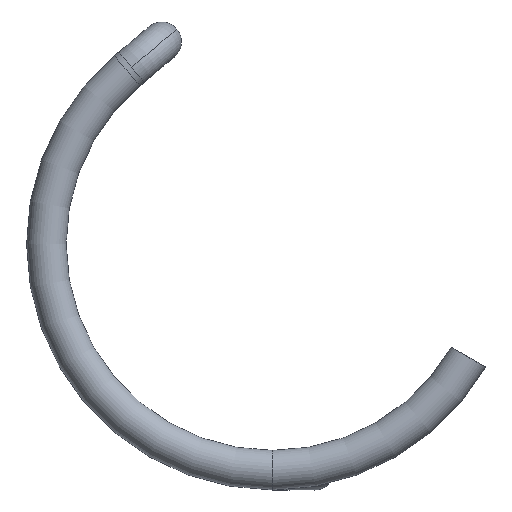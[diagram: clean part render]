
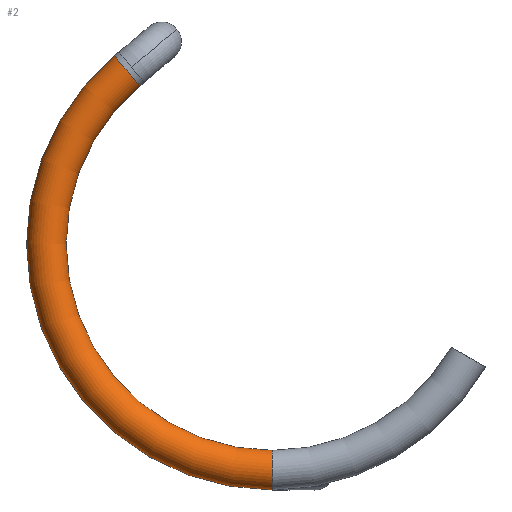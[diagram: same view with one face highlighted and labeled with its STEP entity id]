
A CAD part, left-side view. The second image highlights one B-rep face of the part: STEP entity #2.
In plain terms, the highlighted toroidal (fillet/blend) face has major radius 40 mm and minor radius 3.5 mm.
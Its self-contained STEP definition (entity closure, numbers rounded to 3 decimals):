
#2 = ADVANCED_FACE ( 'NONE', ( #336 ), #256, .T. ) ;
#19 = EDGE_CURVE ( 'NONE', #710, #112, #693, .T. ) ;
#24 = ORIENTED_EDGE ( 'NONE', *, *, #19, .T. ) ;
#71 = AXIS2_PLACEMENT_3D ( 'NONE', #648, #370, #641 ) ;
#85 = DIRECTION ( 'NONE',  ( 1., 0., 0. ) ) ;
#94 = DIRECTION ( 'NONE',  ( 0., 0., -1. ) ) ;
#104 = DIRECTION ( 'NONE',  ( 0., -0.643, -0.766 ) ) ;
#110 = DIRECTION ( 'NONE',  ( 0., 0.766, -0.643 ) ) ;
#112 = VERTEX_POINT ( 'NONE', #311 ) ;
#126 = EDGE_CURVE ( 'NONE', #505, #300, #258, .T. ) ;
#155 = CARTESIAN_POINT ( 'NONE',  ( -53.5, 0., -43.5 ) ) ;
#190 = ORIENTED_EDGE ( 'NONE', *, *, #126, .F. ) ;
#213 = CARTESIAN_POINT ( 'NONE',  ( -53.5, 0., 0. ) ) ;
#223 = AXIS2_PLACEMENT_3D ( 'NONE', #396, #387, #326 ) ;
#229 = CARTESIAN_POINT ( 'NONE',  ( -53.5, 23.462, 27.961 ) ) ;
#256 = TOROIDAL_SURFACE ( 'NONE', #223, 40., 3.5 ) ;
#258 = CIRCLE ( 'NONE', #71, 3.5 ) ;
#300 = VERTEX_POINT ( 'NONE', #155 ) ;
#310 = EDGE_CURVE ( 'NONE', #300, #112, #371, .T. ) ;
#311 = CARTESIAN_POINT ( 'NONE',  ( -53.5, 27.961, 33.323 ) ) ;
#326 = DIRECTION ( 'NONE',  ( 0., 0., -1. ) ) ;
#336 = FACE_OUTER_BOUND ( 'NONE', #530, .T. ) ;
#338 = CARTESIAN_POINT ( 'NONE',  ( -53.5, 0., -36.5 ) ) ;
#368 = AXIS2_PLACEMENT_3D ( 'NONE', #753, #110, #104 ) ;
#370 = DIRECTION ( 'NONE',  ( 0., -1., 0. ) ) ;
#371 = CIRCLE ( 'NONE', #383, 43.5 ) ;
#383 = AXIS2_PLACEMENT_3D ( 'NONE', #213, #548, #94 ) ;
#387 = DIRECTION ( 'NONE',  ( 1., 0., 0. ) ) ;
#396 = CARTESIAN_POINT ( 'NONE',  ( -53.5, 0., 0. ) ) ;
#439 = CARTESIAN_POINT ( 'NONE',  ( -53.5, 0., 0. ) ) ;
#505 = VERTEX_POINT ( 'NONE', #338 ) ;
#523 = AXIS2_PLACEMENT_3D ( 'NONE', #439, #85, #605 ) ;
#530 = EDGE_LOOP ( 'NONE', ( #705, #190, #728, #24 ) ) ;
#548 = DIRECTION ( 'NONE',  ( 1., 0., 0. ) ) ;
#605 = DIRECTION ( 'NONE',  ( 0., 0., -1. ) ) ;
#641 = DIRECTION ( 'NONE',  ( 0., 0., -1. ) ) ;
#648 = CARTESIAN_POINT ( 'NONE',  ( -53.5, 0., -40. ) ) ;
#654 = EDGE_CURVE ( 'NONE', #505, #710, #717, .T. ) ;
#693 = CIRCLE ( 'NONE', #368, 3.5 ) ;
#705 = ORIENTED_EDGE ( 'NONE', *, *, #310, .F. ) ;
#710 = VERTEX_POINT ( 'NONE', #229 ) ;
#717 = CIRCLE ( 'NONE', #523, 36.5 ) ;
#728 = ORIENTED_EDGE ( 'NONE', *, *, #654, .T. ) ;
#753 = CARTESIAN_POINT ( 'NONE',  ( -53.5, 25.712, 30.642 ) ) ;
